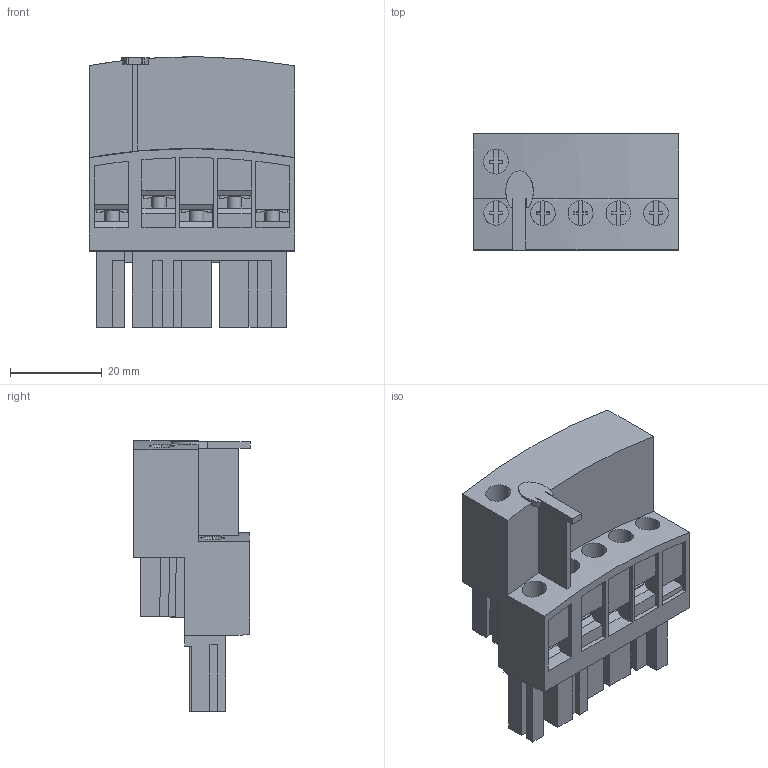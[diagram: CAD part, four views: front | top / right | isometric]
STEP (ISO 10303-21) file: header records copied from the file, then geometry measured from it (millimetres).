
FILE_DESCRIPTION((''),'2;1');
FILE_NAME('1668665481028_ASM','2022-11-17T11:41:40',('SESA540900'),('Schneider-Electric'),'CREO PARAMETRIC BY PTC INC, 2021284','CREO PARAMETRIC BY PTC INC, 2021284','');
FILE_SCHEMA(('AP242_MANAGED_MODEL_BASED_3D_ENGINEERING_MIM_LF { 1 0 10303 442 1 1 4 }'));
Length unit declared in the file: millimetre
Products named in the file (4): EMPTYNODE_1668665481094_ASM; LU9BN11; LU9BN11-3D_ASM; 1668665481028_ASM
Assembly tree (3 placements, depth 3):
  1668665481028_ASM
    EMPTYNODE_1668665481094_ASM
    LU9BN11-3D_ASM
      LU9BN11
Bounding box: 44.8 x 25.3 x 58.9 mm (x, y, z)
Volume: 23795.8 mm3; surface area: 16972.1 mm2
Topology: 1 solids, 1 shells, 444 faces, 1266 edges, 841 vertices
Faces by surface type: plane 398, cylinder 37, extrusion 9
Entity records: 20268 total; most frequent: CARTESIAN_POINT 3021, ORIENTED_EDGE 2532, DIRECTION 2198, PRESENTATION_STYLE_ASSIGNMENT 1407, STYLED_ITEM 1267, CURVE_STYLE 1266, EDGE_CURVE 1266, VECTOR 1136
